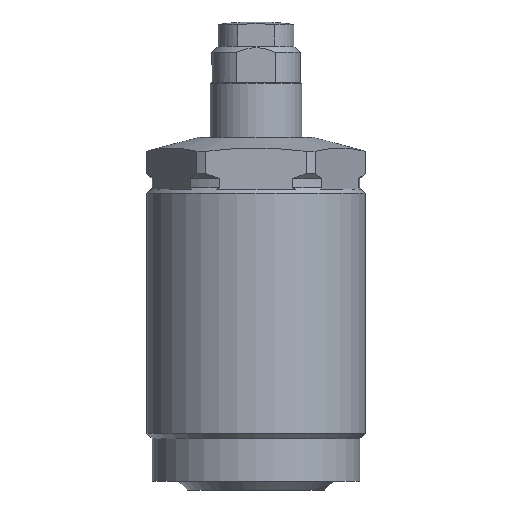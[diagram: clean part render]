
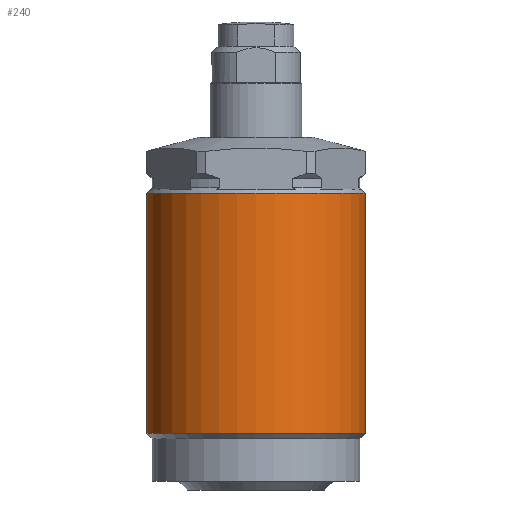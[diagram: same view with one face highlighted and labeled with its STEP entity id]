
A CAD part, front view. The second image highlights one B-rep face of the part: STEP entity #240.
In plain terms, the highlighted cylindrical face has radius 18 mm (diameter 36 mm), a partial arc.
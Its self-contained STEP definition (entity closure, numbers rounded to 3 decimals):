
#239 = EDGE_CURVE ( 'NONE', #833, #834, #1286, .T. ) ;
#240 = ADVANCED_FACE ( 'NONE', ( #1281 ), #1280, .T. ) ;
#241 = EDGE_LOOP ( 'NONE', ( #242, #243, #301, #302 ) ) ;
#242 = ORIENTED_EDGE ( 'NONE', *, *, #836, .F. ) ;
#243 = ORIENTED_EDGE ( 'NONE', *, *, #244, .T. ) ;
#244 = EDGE_CURVE ( 'NONE', #798, #793, #1337, .T. ) ;
#301 = ORIENTED_EDGE ( 'NONE', *, *, #829, .T. ) ;
#302 = ORIENTED_EDGE ( 'NONE', *, *, #239, .F. ) ;
#793 = VERTEX_POINT ( 'NONE', #2284 ) ;
#798 = VERTEX_POINT ( 'NONE', #2280 ) ;
#829 = EDGE_CURVE ( 'NONE', #793, #834, #2336, .T. ) ;
#833 = VERTEX_POINT ( 'NONE', #2331 ) ;
#834 = VERTEX_POINT ( 'NONE', #2330 ) ;
#836 = EDGE_CURVE ( 'NONE', #798, #833, #2329, .T. ) ;
#1280 = CYLINDRICAL_SURFACE ( 'NONE', #1341, 18. ) ;
#1281 = FACE_OUTER_BOUND ( 'NONE', #241, .T. ) ;
#1282 = DIRECTION ( 'NONE',  ( -1., 0., 0. ) ) ;
#1283 = DIRECTION ( 'NONE',  ( 0., 0., -1. ) ) ;
#1284 = CARTESIAN_POINT ( 'NONE',  ( 0., 0., -48.7 ) ) ;
#1285 = AXIS2_PLACEMENT_3D ( 'NONE', #1284, #1283, #1282 ) ;
#1286 = CIRCLE ( 'NONE', #1285, 18. ) ;
#1333 = DIRECTION ( 'NONE',  ( -1., 0., 0. ) ) ;
#1334 = DIRECTION ( 'NONE',  ( 0., 0., -1. ) ) ;
#1335 = CARTESIAN_POINT ( 'NONE',  ( 0., 0., -9.2 ) ) ;
#1336 = AXIS2_PLACEMENT_3D ( 'NONE', #1335, #1334, #1333 ) ;
#1337 = CIRCLE ( 'NONE', #1336, 18. ) ;
#1338 = DIRECTION ( 'NONE',  ( -1., 0., 0. ) ) ;
#1339 = DIRECTION ( 'NONE',  ( 0., 0., -1. ) ) ;
#1340 = CARTESIAN_POINT ( 'NONE',  ( 0., 0., -59.446 ) ) ;
#1341 = AXIS2_PLACEMENT_3D ( 'NONE', #1340, #1339, #1338 ) ;
#2280 = CARTESIAN_POINT ( 'NONE',  ( 18., 0., -9.2 ) ) ;
#2284 = CARTESIAN_POINT ( 'NONE',  ( -18., 0., -9.2 ) ) ;
#2326 = DIRECTION ( 'NONE',  ( 0., 0., -1. ) ) ;
#2327 = VECTOR ( 'NONE', #2326, 1000. ) ;
#2328 = CARTESIAN_POINT ( 'NONE',  ( 18., 0., -59.446 ) ) ;
#2329 = LINE ( 'NONE', #2328, #2327 ) ;
#2330 = CARTESIAN_POINT ( 'NONE',  ( -18., 0., -48.7 ) ) ;
#2331 = CARTESIAN_POINT ( 'NONE',  ( 18., 0., -48.7 ) ) ;
#2333 = DIRECTION ( 'NONE',  ( 0., 0., -1. ) ) ;
#2334 = VECTOR ( 'NONE', #2333, 1000. ) ;
#2335 = CARTESIAN_POINT ( 'NONE',  ( -18., 0., -59.446 ) ) ;
#2336 = LINE ( 'NONE', #2335, #2334 ) ;
